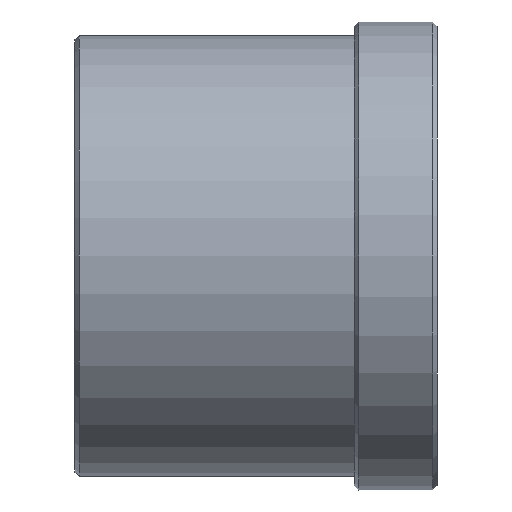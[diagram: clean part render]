
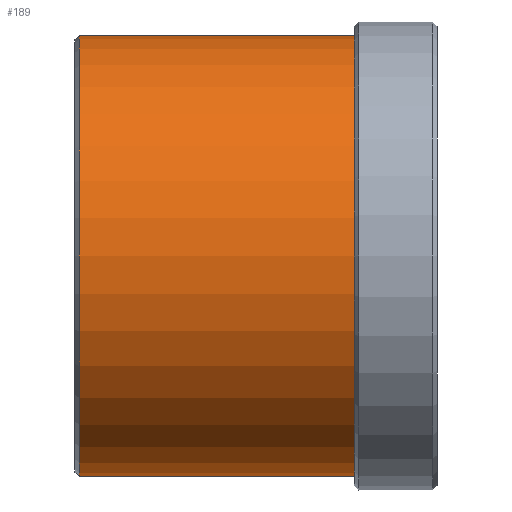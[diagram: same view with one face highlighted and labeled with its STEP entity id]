
A CAD part, front view. The second image highlights one B-rep face of the part: STEP entity #189.
In plain terms, the highlighted cylindrical face has radius 16 mm (diameter 31.999 mm), a full revolution.
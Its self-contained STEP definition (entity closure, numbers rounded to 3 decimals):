
#7 = EDGE_CURVE ( 'NONE', #334, #334, #24, .T. ) ;
#17 = EDGE_CURVE ( 'NONE', #110, #110, #330, .T. ) ;
#24 = CIRCLE ( 'NONE', #104, 16. ) ;
#42 = FACE_OUTER_BOUND ( 'NONE', #131, .T. ) ;
#74 = DIRECTION ( 'NONE',  ( -1., 0., 0. ) ) ;
#104 = AXIS2_PLACEMENT_3D ( 'NONE', #558, #426, #431 ) ;
#110 = VERTEX_POINT ( 'NONE', #562 ) ;
#131 = EDGE_LOOP ( 'NONE', ( #134 ) ) ;
#134 = ORIENTED_EDGE ( 'NONE', *, *, #7, .T. ) ;
#137 = ORIENTED_EDGE ( 'NONE', *, *, #17, .T. ) ;
#162 = CARTESIAN_POINT ( 'NONE',  ( 7709.167, -204.013, 0. ) ) ;
#189 = ADVANCED_FACE ( 'NONE', ( #42, #563 ), #256, .T. ) ;
#232 = AXIS2_PLACEMENT_3D ( 'NONE', #162, #74, #305 ) ;
#256 = CYLINDRICAL_SURFACE ( 'NONE', #232, 16. ) ;
#260 = AXIS2_PLACEMENT_3D ( 'NONE', #435, #335, #520 ) ;
#305 = DIRECTION ( 'NONE',  ( 0., 0., 1. ) ) ;
#330 = CIRCLE ( 'NONE', #260, 16. ) ;
#334 = VERTEX_POINT ( 'NONE', #433 ) ;
#335 = DIRECTION ( 'NONE',  ( 1., 0., 0. ) ) ;
#426 = DIRECTION ( 'NONE',  ( -1., 0., 0. ) ) ;
#431 = DIRECTION ( 'NONE',  ( 0., 0., 1. ) ) ;
#433 = CARTESIAN_POINT ( 'NONE',  ( 7734.275, -204.013, 16. ) ) ;
#435 = CARTESIAN_POINT ( 'NONE',  ( 7714.275, -204.013, 0. ) ) ;
#453 = EDGE_LOOP ( 'NONE', ( #137 ) ) ;
#520 = DIRECTION ( 'NONE',  ( 0., 0., 1. ) ) ;
#558 = CARTESIAN_POINT ( 'NONE',  ( 7734.275, -204.013, 0. ) ) ;
#562 = CARTESIAN_POINT ( 'NONE',  ( 7714.275, -204.013, 16. ) ) ;
#563 = FACE_OUTER_BOUND ( 'NONE', #453, .T. ) ;
